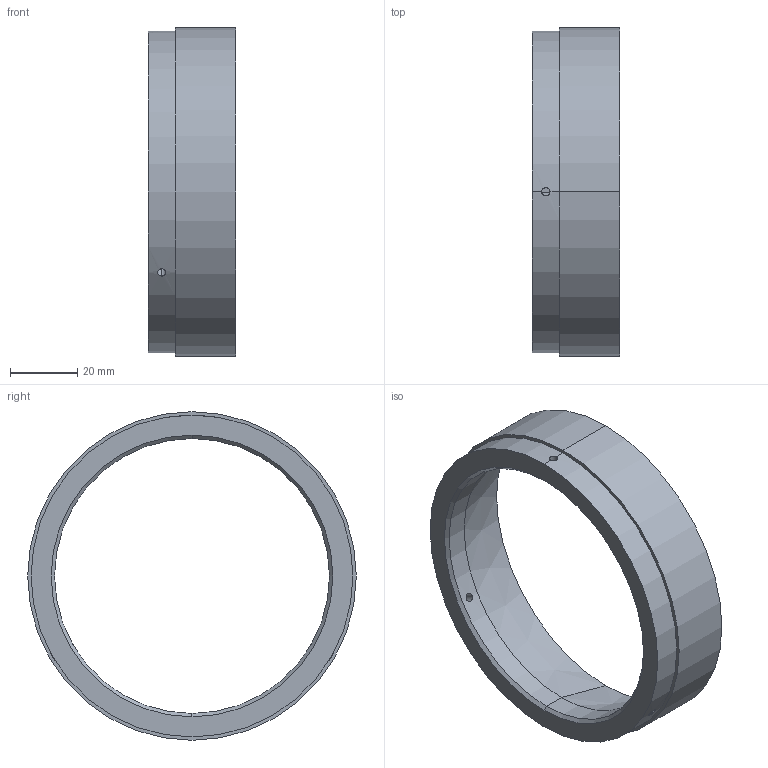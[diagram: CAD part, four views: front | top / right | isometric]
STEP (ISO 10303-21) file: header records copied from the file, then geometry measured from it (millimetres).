
FILE_DESCRIPTION (( 'STEP AP203' ), '1' );
FILE_NAME ('DF-QLA3-132096.STEP', '2017-11-14T02:20:40', ( '' ), ( '' ), 'SwSTEP 2.0', 'SolidWorks 2011', '' );
FILE_SCHEMA (( 'CONFIG_CONTROL_DESIGN' ));
Length unit declared in the file: millimetre
Products named in the file (1): DF-QLA3-132096
Bounding box: 26 x 98 x 98 mm (x, y, z)
Volume: 43636.9 mm3; surface area: 18266.9 mm2
Topology: 1 solids, 1 shells, 19 faces, 46 edges, 28 vertices
Faces by surface type: cylinder 12, cone 4, plane 3
Entity records: 825 total; most frequent: CARTESIAN_POINT 298, ORIENTED_EDGE 92, DIRECTION 90, EDGE_CURVE 46, AXIS2_PLACEMENT_3D 36, VERTEX_POINT 28, EDGE_LOOP 26, FACE_OUTER_BOUND 19
